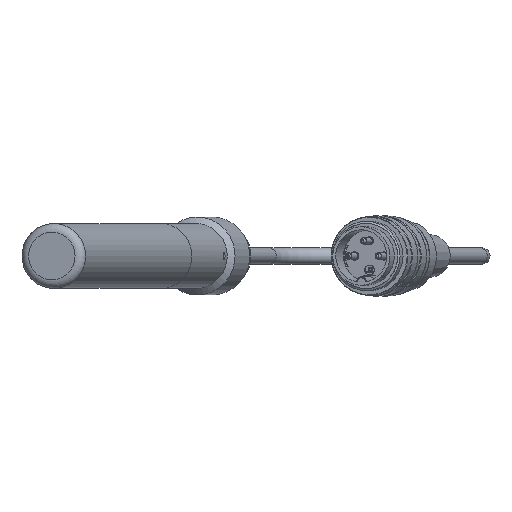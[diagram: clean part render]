
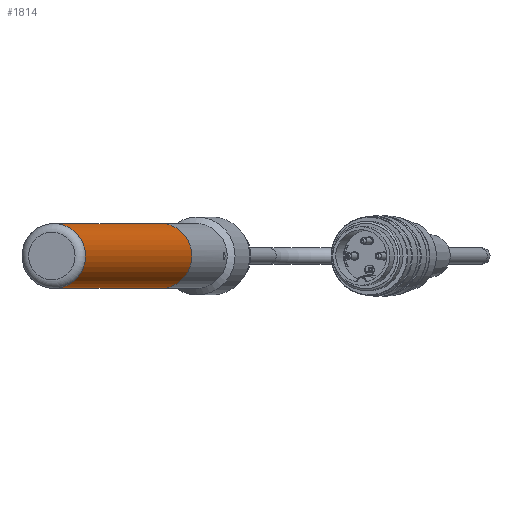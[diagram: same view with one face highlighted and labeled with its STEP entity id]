
A CAD part, left-side view. The second image highlights one B-rep face of the part: STEP entity #1814.
In plain terms, the highlighted cylindrical face has radius 7.5 mm (diameter 15 mm), a full revolution.
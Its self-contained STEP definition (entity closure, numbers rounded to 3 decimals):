
#286=FACE_BOUND('',#605,.T.);
#355=CIRCLE('',#1963,7.5);
#357=CIRCLE('',#1966,7.5);
#358=CIRCLE('',#1967,7.5);
#476=FACE_OUTER_BOUND('',#604,.T.);
#604=EDGE_LOOP('',(#1202,#1203));
#605=EDGE_LOOP('',(#1204));
#811=VERTEX_POINT('',#2895);
#813=VERTEX_POINT('',#2900);
#814=VERTEX_POINT('',#2901);
#979=EDGE_CURVE('',#811,#811,#355,.T.);
#981=EDGE_CURVE('',#813,#814,#357,.T.);
#982=EDGE_CURVE('',#814,#813,#358,.T.);
#1202=ORIENTED_EDGE('',*,*,#981,.T.);
#1203=ORIENTED_EDGE('',*,*,#982,.T.);
#1204=ORIENTED_EDGE('',*,*,#979,.F.);
#1642=CYLINDRICAL_SURFACE('',#1965,7.5);
#1814=ADVANCED_FACE('',(#476,#286),#1642,.T.);
#1963=AXIS2_PLACEMENT_3D('',#2896,#2203,#2204);
#1965=AXIS2_PLACEMENT_3D('',#2899,#2207,#2208);
#1966=AXIS2_PLACEMENT_3D('',#2902,#2209,#2210);
#1967=AXIS2_PLACEMENT_3D('',#2903,#2211,#2212);
#2203=DIRECTION('center_axis',(-0.974,0.227,0.));
#2204=DIRECTION('ref_axis',(0.,0.,
1.));
#2207=DIRECTION('center_axis',(-0.974,0.227,0.));
#2208=DIRECTION('ref_axis',(0.,0.,-1.));
#2209=DIRECTION('center_axis',(-0.974,0.227,0.));
#2210=DIRECTION('ref_axis',(0.,0.,
1.));
#2211=DIRECTION('center_axis',(-0.974,0.227,0.));
#2212=DIRECTION('ref_axis',(0.,0.,
1.));
#2895=CARTESIAN_POINT('',(-330.455,115.081,-0.947));
#2896=CARTESIAN_POINT('Origin',(-330.455,115.081,6.553));
#2899=CARTESIAN_POINT('Origin',(-278.842,103.034,6.553));
#2900=CARTESIAN_POINT('',(-225.282,90.533,-0.947));
#2901=CARTESIAN_POINT('',(-223.577,97.836,6.553));
#2902=CARTESIAN_POINT('Origin',(-225.282,90.533,6.553));
#2903=CARTESIAN_POINT('Origin',(-225.282,90.533,6.553));
